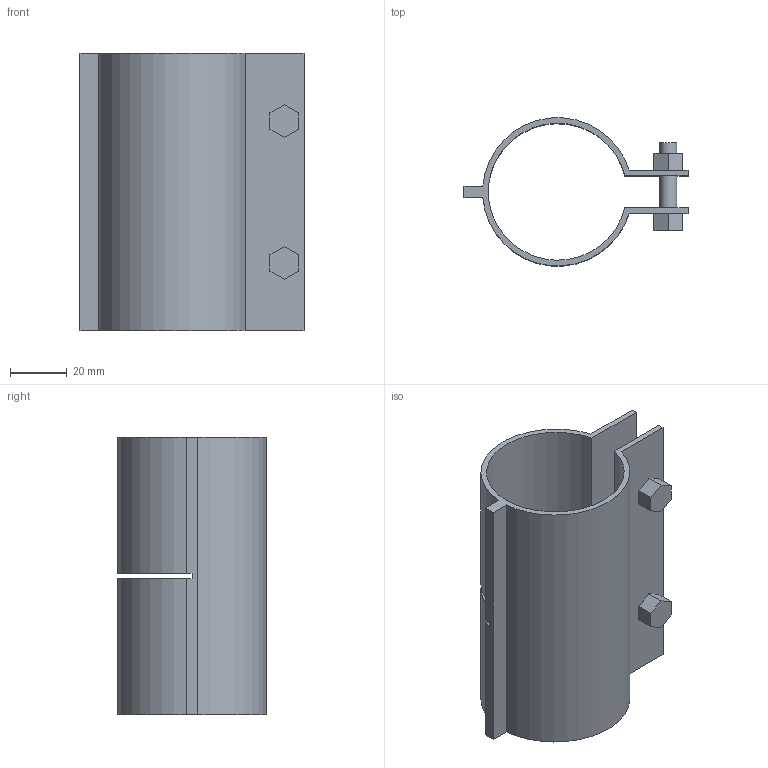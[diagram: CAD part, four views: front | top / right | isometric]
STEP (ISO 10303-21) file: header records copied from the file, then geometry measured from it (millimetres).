
FILE_DESCRIPTION(/* description */ (''),/* implementation_level */ '2;1');
FILE_NAME(/* name */ '',/* time_stamp */ '2025-06-16T09:10:53+07:00',/* author */ ('zeta-72'),/* organization */ (''),/* preprocessor_version */ 'ST-DEVELOPER v19.2',/* originating_system */ 'Autodesk Inventor 2024',/* authorisation */ '');
FILE_SCHEMA (('AUTOMOTIVE_DESIGN { 1 0 10303 214 3 1 1 }'));
Length unit declared in the file: millimetre
Products named in the file (1): ТР-7
Bounding box: 79 x 52.2 x 98 mm (x, y, z)
Volume: 41995.5 mm3; surface area: 40710.9 mm2
Topology: 1 solids, 1 shells, 58 faces, 148 edges, 98 vertices
Faces by surface type: plane 48, cylinder 10
Full cylindrical faces by diameter (mm): 6 x4
Entity records: 1787 total; most frequent: CARTESIAN_POINT 305, ORIENTED_EDGE 296, DIRECTION 286, EDGE_CURVE 148, LINE 128, VECTOR 128, VERTEX_POINT 98, AXIS2_PLACEMENT_3D 79
